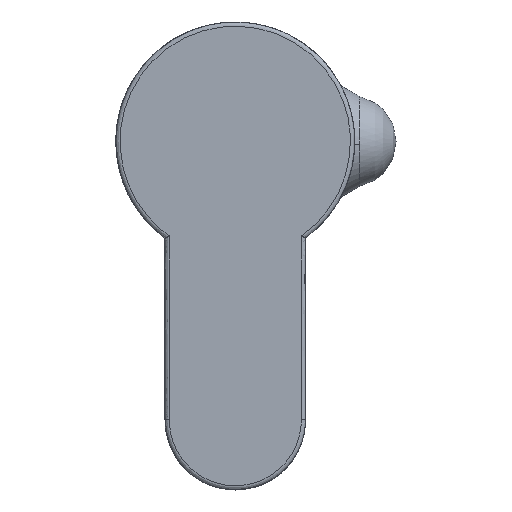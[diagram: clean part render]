
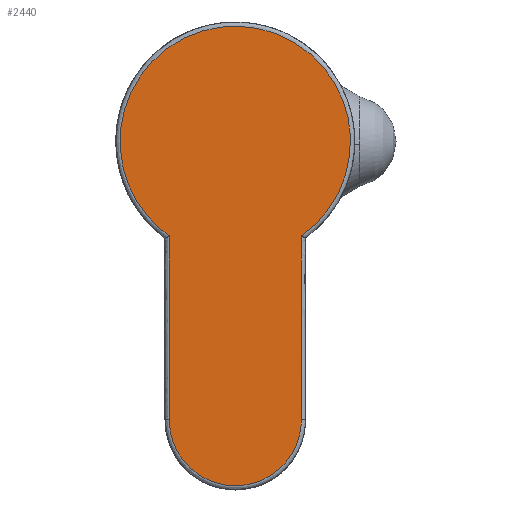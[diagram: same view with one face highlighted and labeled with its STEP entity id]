
A CAD part, front view. The second image highlights one B-rep face of the part: STEP entity #2440.
In plain terms, the highlighted free-form (B-spline) face has degree [1, 1] with [2, 2] control points.
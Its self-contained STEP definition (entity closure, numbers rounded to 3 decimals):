
#2188=CARTESIAN_POINT('',(-4.7,0.0,-19.8));
#2189=VERTEX_POINT('',#2188);
#2222=CARTESIAN_POINT('',(4.7,0.0,-19.8));
#2223=VERTEX_POINT('',#2222);
#2237=CARTESIAN_POINT('',(-4.7,0.0,-19.8));
#2238=CARTESIAN_POINT('',(-4.7,0.0,-24.5));
#2239=CARTESIAN_POINT('',(0.0,0.0,-24.5));
#2240=CARTESIAN_POINT('',(4.7,0.0,-24.5));
#2241=CARTESIAN_POINT('',(4.7,0.0,-19.8));
#2249=(BOUNDED_CURVE()B_SPLINE_CURVE(2,(#2237,#2238,#2239,#2240,#2241),.UNSPECIFIED.,.F.,.U.)B_SPLINE_CURVE_WITH_KNOTS((3,2,3),(0.0,0.5,1.0),.UNSPECIFIED.)CURVE()GEOMETRIC_REPRESENTATION_ITEM()RATIONAL_B_SPLINE_CURVE((1.0,0.707,1.0,0.707,1.0))REPRESENTATION_ITEM(''));
#2250=EDGE_CURVE('',#2189,#2223,#2249,.T.);
#2271=CARTESIAN_POINT('',(4.7,0.0,-6.719));
#2272=VERTEX_POINT('',#2271);
#2292=CARTESIAN_POINT('',(4.7,0.0,-19.8));
#2293=CARTESIAN_POINT('',(4.7,0.0,-6.719));
#2294=QUASI_UNIFORM_CURVE('',1,(#2292,#2293),.UNSPECIFIED.,.F.,.U.);
#2295=EDGE_CURVE('',#2223,#2272,#2294,.T.);
#2320=CARTESIAN_POINT('',(-4.7,0.0,-6.719));
#2321=VERTEX_POINT('',#2320);
#2349=CARTESIAN_POINT('',(-4.7,0.0,-6.719));
#2350=CARTESIAN_POINT('',(-4.7,0.0,-19.8));
#2351=QUASI_UNIFORM_CURVE('',1,(#2349,#2350),.UNSPECIFIED.,.F.,.U.);
#2352=EDGE_CURVE('',#2321,#2189,#2351,.T.);
#2407=CARTESIAN_POINT('',(4.7,0.0,-6.719));
#2408=CARTESIAN_POINT('',(9.628,0.0,-3.272));
#2409=CARTESIAN_POINT('',(7.821,0.0,2.464));
#2410=CARTESIAN_POINT('',(6.014,0.0,8.2));
#2411=CARTESIAN_POINT('',(0.0,0.0,8.2));
#2412=CARTESIAN_POINT('',(-6.014,0.0,8.2));
#2413=CARTESIAN_POINT('',(-7.821,0.0,2.464));
#2414=CARTESIAN_POINT('',(-9.628,0.0,-3.272));
#2415=CARTESIAN_POINT('',(-4.7,0.0,-6.719));
#2423=(BOUNDED_CURVE()B_SPLINE_CURVE(2,(#2407,#2408,#2409,#2410,#2411,#2412,#2413,#2414,#2415),.UNSPECIFIED.,.F.,.U.)B_SPLINE_CURVE_WITH_KNOTS((3,2,2,2,3),(0.0,0.25,0.5,0.75,1.0),.UNSPECIFIED.)CURVE()GEOMETRIC_REPRESENTATION_ITEM()RATIONAL_B_SPLINE_CURVE((1.0,0.806,1.0,0.806,1.0,0.806,1.0,0.806,1.0))REPRESENTATION_ITEM(''));
#2424=EDGE_CURVE('',#2272,#2321,#2423,.T.);
#2429=CARTESIAN_POINT('',(-9.019,0.0,9.833));
#2430=CARTESIAN_POINT('',(9.019,0.0,9.833));
#2431=CARTESIAN_POINT('',(-9.019,0.0,-26.133));
#2432=CARTESIAN_POINT('',(9.019,0.0,-26.133));
#2433=B_SPLINE_SURFACE_WITH_KNOTS('',1,1,((#2429,#2431),(#2430,#2432)),.UNSPECIFIED.,.F.,.F.,.U.,(2,2),(2,2),(0.0,18.038),(0.0,35.967),.UNSPECIFIED.);
#2434=ORIENTED_EDGE('',*,*,#2352,.T.);
#2435=ORIENTED_EDGE('',*,*,#2250,.T.);
#2436=ORIENTED_EDGE('',*,*,#2295,.T.);
#2437=ORIENTED_EDGE('',*,*,#2424,.T.);
#2438=EDGE_LOOP('',(#2434,#2435,#2436,#2437));
#2439=FACE_OUTER_BOUND('',#2438,.T.);
#2440=ADVANCED_FACE('',(#2439),#2433,.F.);
